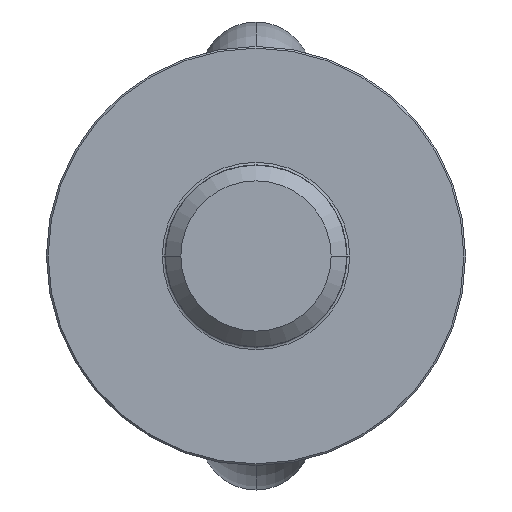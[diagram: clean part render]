
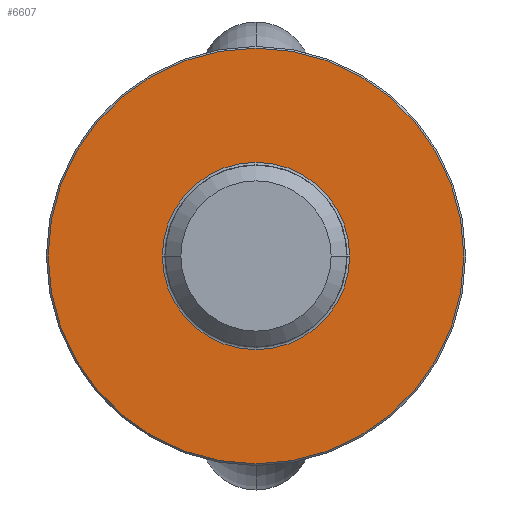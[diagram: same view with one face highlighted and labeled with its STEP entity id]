
A CAD part, front view. The second image highlights one B-rep face of the part: STEP entity #6607.
In plain terms, the highlighted planar face has unit normal (0, -1, 0).
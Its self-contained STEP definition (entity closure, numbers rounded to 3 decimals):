
#2=CARTESIAN_POINT('',(0.,0.,0.));
#3=DIRECTION('',(0.,-1.,0.));
#4=DIRECTION('',(1.,0.,0.));
#5=AXIS2_PLACEMENT_3D('',#2,#3,#4);
#7=CARTESIAN_POINT('',(0.,0.,0.));
#8=DIRECTION('',(0.,-1.,0.));
#9=DIRECTION('',(-1.,0.,0.));
#10=AXIS2_PLACEMENT_3D('',#7,#8,#9);
#12=CARTESIAN_POINT('',(0.,0.,0.));
#13=DIRECTION('',(0.,1.,0.));
#14=DIRECTION('',(1.,0.,0.));
#15=AXIS2_PLACEMENT_3D('',#12,#13,#14);
#30=CARTESIAN_POINT('',(0.,0.,0.));
#31=DIRECTION('',(0.,1.,0.));
#32=DIRECTION('',(-1.,0.,0.));
#33=AXIS2_PLACEMENT_3D('',#30,#31,#32);
#5046=CARTESIAN_POINT('',(26.814,0.,0.));
#5047=CARTESIAN_POINT('',(-26.814,0.,0.));
#5048=VERTEX_POINT('',#5046);
#5049=VERTEX_POINT('',#5047);
#5062=CARTESIAN_POINT('',(-59.5,0.,0.));
#5063=CARTESIAN_POINT('',(59.5,0.,0.));
#5064=VERTEX_POINT('',#5062);
#5065=VERTEX_POINT('',#5063);
#6590=CARTESIAN_POINT('',(0.,0.,0.));
#6591=DIRECTION('',(0.,1.,0.));
#6592=DIRECTION('',(1.,0.,0.));
#6593=AXIS2_PLACEMENT_3D('',#6590,#6591,#6592);
#6594=PLANE('',#6593);
#6596=ORIENTED_EDGE('',*,*,#6595,.T.);
#6598=ORIENTED_EDGE('',*,*,#6597,.T.);
#6599=EDGE_LOOP('',(#6596,#6598));
#6600=FACE_OUTER_BOUND('',#6599,.F.);
#6602=ORIENTED_EDGE('',*,*,#6601,.T.);
#6604=ORIENTED_EDGE('',*,*,#6603,.T.);
#6605=EDGE_LOOP('',(#6602,#6604));
#6606=FACE_BOUND('',#6605,.F.);
#6607=ADVANCED_FACE('',(#6600,#6606),#6594,.F.);
#6=CIRCLE('',#5,26.814);
#11=CIRCLE('',#10,26.814);
#16=CIRCLE('',#15,59.5);
#34=CIRCLE('',#33,59.5);
#6595=EDGE_CURVE('',#5065,#5064,#16,.T.);
#6597=EDGE_CURVE('',#5064,#5065,#34,.T.);
#6601=EDGE_CURVE('',#5048,#5049,#6,.T.);
#6603=EDGE_CURVE('',#5049,#5048,#11,.T.);
